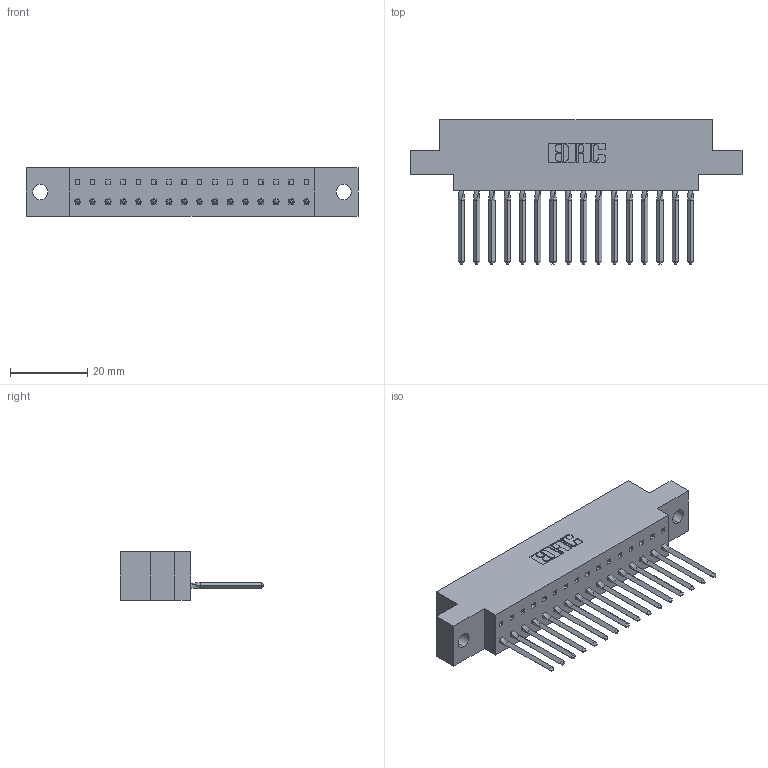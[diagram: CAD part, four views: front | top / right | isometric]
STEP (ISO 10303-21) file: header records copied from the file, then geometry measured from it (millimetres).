
FILE_DESCRIPTION (( 'STEP AP203' ), '1' );
FILE_NAME ('317-016-541-604.STEP', '2020-02-27T15:15:40', ( '' ), ( '' ), 'SwSTEP 2.0', 'SolidWorks 2016', '' );
FILE_SCHEMA (( 'CONFIG_CONTROL_DESIGN' ));
Length unit declared in the file: inch
Products named in the file (3): 317-016-541-604; 317 Part_.156 Dia - TH; 317-290-002_541
Assembly tree (17 placements, depth 2):
  317-016-541-604
    317 Part_.156 Dia - TH
    317-290-002_541  x16
Bounding box: 86.11 x 37.34 x 12.7 mm (x, y, z)
Volume: 13076.2 mm3; surface area: 17428.7 mm2
Topology: 17 solids, 17 shells, 2534 faces, 7219 edges, 4694 vertices
Faces by surface type: plane 2042, cylinder 428, bspline 64
Entity records: 27794 total; most frequent: CARTESIAN_POINT 5569, ORIENTED_EDGE 4838, DIRECTION 3955, EDGE_CURVE 2419, LINE 2055, VECTOR 2055, VERTEX_POINT 1604, AXIS2_PLACEMENT_3D 950
